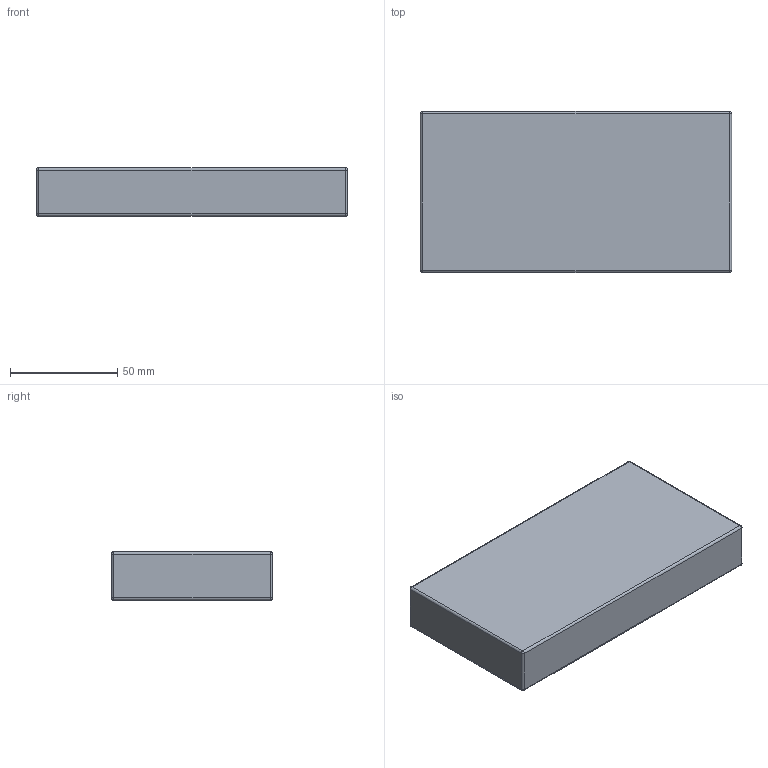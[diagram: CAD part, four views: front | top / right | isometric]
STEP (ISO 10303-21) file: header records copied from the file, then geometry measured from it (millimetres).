
FILE_DESCRIPTION(('FreeCAD Model'),'2;1');
FILE_NAME('Open CASCADE Shape Model','2022-05-23T20:05:36',('Author'),( ''),'Open CASCADE STEP processor 7.5','FreeCAD','Unknown');
FILE_SCHEMA(('AUTOMOTIVE_DESIGN { 1 0 10303 214 1 1 1 1 }'));
Length unit declared in the file: millimetre
Products named in the file (1): Pocket001
Bounding box: 145 x 75 x 22.5 mm (x, y, z)
Volume: 241064.7 mm3; surface area: 32960.5 mm2
Topology: 1 solids, 1 shells, 61 faces, 140 edges, 80 vertices
Faces by surface type: plane 41, cylinder 12, sphere 8
Entity records: 3324 total; most frequent: CARTESIAN_POINT 570, DIRECTION 512, LINE 340, VECTOR 340, ORIENTED_EDGE 264, PCURVE 264, DEFINITIONAL_REPRESENTATION 264, EDGE_CURVE 132
